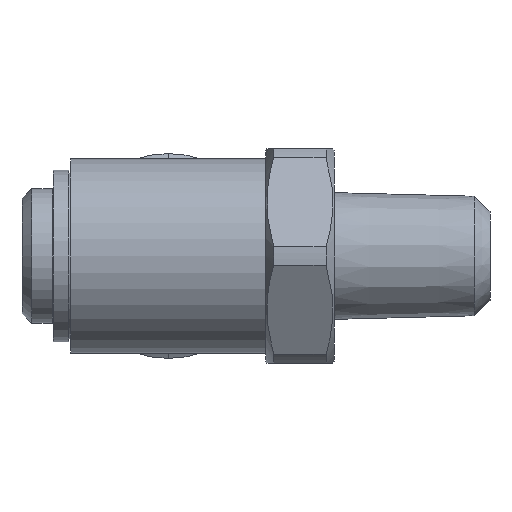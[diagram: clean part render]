
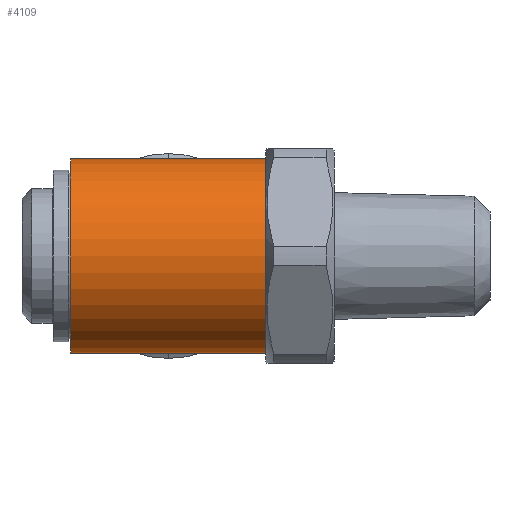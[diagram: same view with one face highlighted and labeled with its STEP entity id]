
A CAD part, left-side view. The second image highlights one B-rep face of the part: STEP entity #4109.
In plain terms, the highlighted cylindrical face has radius 5 mm (diameter 10 mm), a partial arc.
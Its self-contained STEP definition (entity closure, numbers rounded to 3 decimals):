
#80 = AXIS2_PLACEMENT_3D ( 'NONE', #3892, #3872, #3861 ) ;
#278 = EDGE_LOOP ( 'NONE', ( #796, #763, #771, #767 ) ) ;
#763 = ORIENTED_EDGE ( 'NONE', *, *, #4034, .T. ) ;
#767 = ORIENTED_EDGE ( 'NONE', *, *, #1640, .T. ) ;
#771 = ORIENTED_EDGE ( 'NONE', *, *, #4047, .T. ) ;
#796 = ORIENTED_EDGE ( 'NONE', *, *, #4043, .F. ) ;
#954 = CARTESIAN_POINT ( 'NONE',  ( 0., 13.586, 0. ) ) ;
#955 = DIRECTION ( 'NONE',  ( 0., 1., 0. ) ) ;
#956 = DIRECTION ( 'NONE',  ( 0., 0., 1. ) ) ;
#1040 = CARTESIAN_POINT ( 'NONE',  ( 0., -5., 0. ) ) ;
#1041 = DIRECTION ( 'NONE',  ( 0., 1., 0. ) ) ;
#1042 = DIRECTION ( 'NONE',  ( 0., 0., 1. ) ) ;
#1065 = CARTESIAN_POINT ( 'NONE',  ( 0., 13.586, -5. ) ) ;
#1066 = DIRECTION ( 'NONE',  ( 0., 1., 0. ) ) ;
#1074 = CARTESIAN_POINT ( 'NONE',  ( 0., 13.586, 5. ) ) ;
#1075 = DIRECTION ( 'NONE',  ( 0., 1., 0. ) ) ;
#1640 = EDGE_CURVE ( 'NONE', #1835, #1830, #3142, .T. ) ;
#1816 = VERTEX_POINT ( 'NONE', #1872 ) ;
#1830 = VERTEX_POINT ( 'NONE', #1910 ) ;
#1835 = VERTEX_POINT ( 'NONE', #1865 ) ;
#1852 = VERTEX_POINT ( 'NONE', #2483 ) ;
#1865 = CARTESIAN_POINT ( 'NONE',  ( 0., 5., 5. ) ) ;
#1872 = CARTESIAN_POINT ( 'NONE',  ( 0., -5., 5. ) ) ;
#1910 = CARTESIAN_POINT ( 'NONE',  ( 0., 5., -5. ) ) ;
#2076 = CIRCLE ( 'NONE', #4147, 5. ) ;
#2085 = LINE ( 'NONE', #1065, #2087 ) ;
#2087 = VECTOR ( 'NONE', #1066, 1000. ) ;
#2093 = LINE ( 'NONE', #1074, #2094 ) ;
#2094 = VECTOR ( 'NONE', #1075, 1000. ) ;
#2197 = FACE_OUTER_BOUND ( 'NONE', #278, .T. ) ;
#2198 = CYLINDRICAL_SURFACE ( 'NONE', #2616, 5. ) ;
#2483 = CARTESIAN_POINT ( 'NONE',  ( 0., -5., -5. ) ) ;
#2616 = AXIS2_PLACEMENT_3D ( 'NONE', #954, #955, #956 ) ;
#3142 = CIRCLE ( 'NONE', #80, 5. ) ;
#3861 = DIRECTION ( 'NONE',  ( 0., 0., -1. ) ) ;
#3872 = DIRECTION ( 'NONE',  ( 0., -1., 0. ) ) ;
#3892 = CARTESIAN_POINT ( 'NONE',  ( 0., 5., 0. ) ) ;
#4034 = EDGE_CURVE ( 'NONE', #1852, #1816, #2076, .T. ) ;
#4043 = EDGE_CURVE ( 'NONE', #1852, #1830, #2085, .T. ) ;
#4047 = EDGE_CURVE ( 'NONE', #1816, #1835, #2093, .T. ) ;
#4109 = ADVANCED_FACE ( 'NONE', ( #2197 ), #2198, .T. ) ;
#4147 = AXIS2_PLACEMENT_3D ( 'NONE', #1040, #1041, #1042 ) ;
